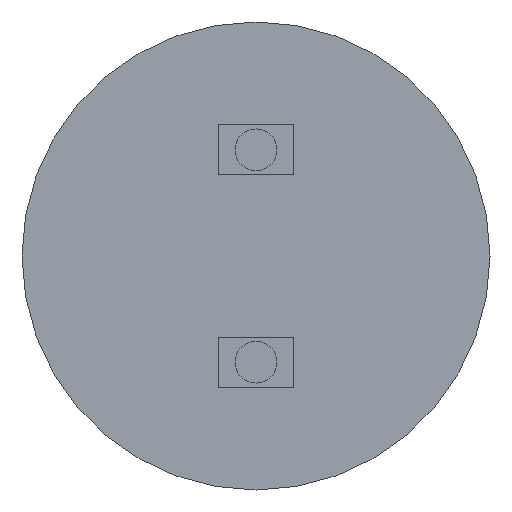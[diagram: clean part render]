
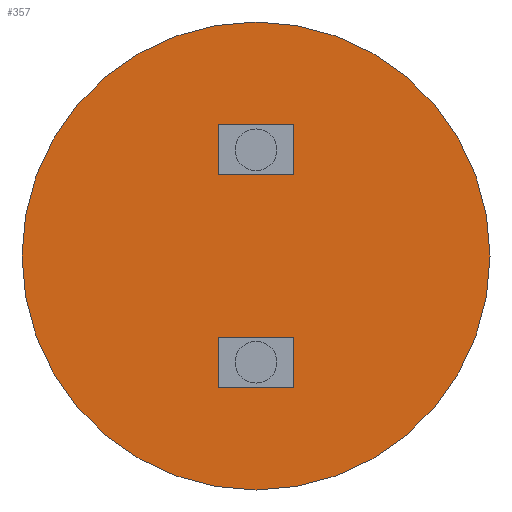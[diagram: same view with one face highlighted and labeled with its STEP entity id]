
A CAD part, front view. The second image highlights one B-rep face of the part: STEP entity #357.
In plain terms, the highlighted planar face has unit normal (0, -1, 0).
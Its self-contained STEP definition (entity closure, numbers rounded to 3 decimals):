
#11 = CARTESIAN_POINT ( 'NONE',  ( 0., -3.025, 2.8 ) ) ;
#24 = CARTESIAN_POINT ( 'NONE',  ( 0., -3.025, 0. ) ) ;
#43 = DIRECTION ( 'NONE',  ( 0., 0., 1. ) ) ;
#128 = EDGE_CURVE ( 'NONE', #261, #680, #1082, .T. ) ;
#157 = PLANE ( 'NONE',  #375 ) ;
#243 = CARTESIAN_POINT ( 'NONE',  ( 0., -3.025, 0. ) ) ;
#261 = VERTEX_POINT ( 'NONE', #11 ) ;
#324 = ORIENTED_EDGE ( 'NONE', *, *, #128, .F. ) ;
#353 = DIRECTION ( 'NONE',  ( 0., 0., 1. ) ) ;
#357 = ADVANCED_FACE ( 'NONE', ( #1010 ), #157, .T. ) ;
#375 = AXIS2_PLACEMENT_3D ( 'NONE', #569, #1299, #1216 ) ;
#426 = ORIENTED_EDGE ( 'NONE', *, *, #664, .F. ) ;
#552 = EDGE_LOOP ( 'NONE', ( #324, #426 ) ) ;
#566 = CIRCLE ( 'NONE', #1192, 2.8 ) ;
#569 = CARTESIAN_POINT ( 'NONE',  ( 0., -3.025, 2.8 ) ) ;
#664 = EDGE_CURVE ( 'NONE', #680, #261, #566, .T. ) ;
#670 = DIRECTION ( 'NONE',  ( 0., 1., 0. ) ) ;
#680 = VERTEX_POINT ( 'NONE', #763 ) ;
#763 = CARTESIAN_POINT ( 'NONE',  ( 0., -3.025, -2.8 ) ) ;
#1010 = FACE_OUTER_BOUND ( 'NONE', #552, .T. ) ;
#1082 = CIRCLE ( 'NONE', #1335, 2.8 ) ;
#1192 = AXIS2_PLACEMENT_3D ( 'NONE', #24, #1266, #43 ) ;
#1216 = DIRECTION ( 'NONE',  ( 0., 0., -1. ) ) ;
#1266 = DIRECTION ( 'NONE',  ( 0., 1., 0. ) ) ;
#1299 = DIRECTION ( 'NONE',  ( 0., -1., 0. ) ) ;
#1335 = AXIS2_PLACEMENT_3D ( 'NONE', #243, #670, #353 ) ;
